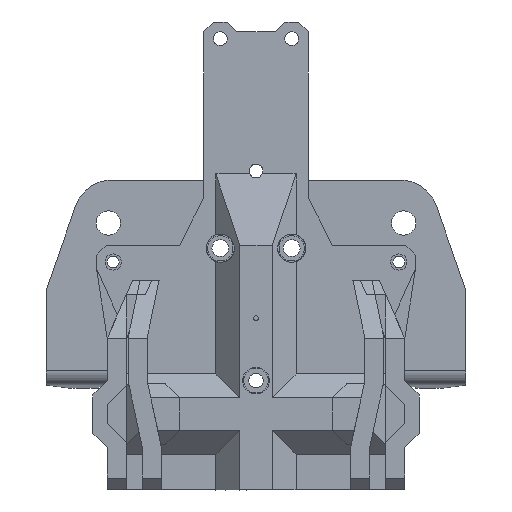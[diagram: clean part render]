
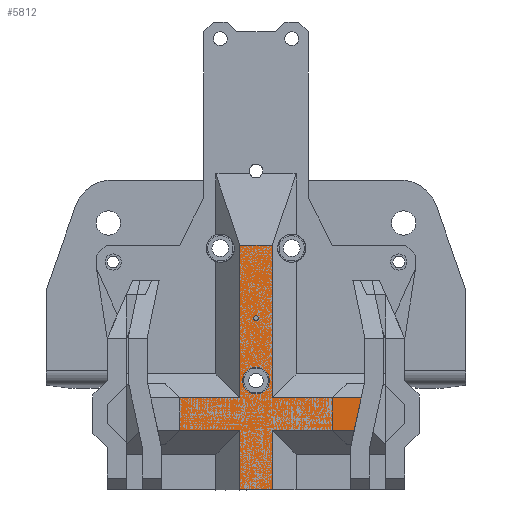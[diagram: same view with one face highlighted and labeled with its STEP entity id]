
A CAD part, front view. The second image highlights one B-rep face of the part: STEP entity #5812.
In plain terms, the highlighted planar face has unit normal (0, -1, 0).
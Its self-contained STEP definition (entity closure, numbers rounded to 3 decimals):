
#82=FACE_BOUND('',#802,.T.);
#83=FACE_BOUND('',#803,.T.);
#209=PLANE('',#6240);
#478=FACE_OUTER_BOUND('',#801,.T.);
#801=EDGE_LOOP('',(#4575,#4576,#4577,#4578,#4579,#4580,#4581,#4582,#4583,
#4584,#4585,#4586,#4587,#4588));
#802=EDGE_LOOP('',(#4589));
#803=EDGE_LOOP('',(#4590));
#1204=LINE('',#8579,#1900);
#1212=LINE('',#8594,#1908);
#1228=LINE('',#8630,#1924);
#1287=LINE('',#8772,#1983);
#1293=LINE('',#8784,#1989);
#1295=LINE('',#8789,#1991);
#1299=LINE('',#8797,#1995);
#1301=LINE('',#8801,#1997);
#1302=LINE('',#8803,#1998);
#1303=LINE('',#8805,#1999);
#1304=LINE('',#8806,#2000);
#1305=LINE('',#8808,#2001);
#1306=LINE('',#8809,#2002);
#1307=LINE('',#8810,#2003);
#1900=VECTOR('',#6993,10.);
#1908=VECTOR('',#7003,10.);
#1924=VECTOR('',#7029,10.);
#1983=VECTOR('',#7140,10.);
#1989=VECTOR('',#7148,10.);
#1991=VECTOR('',#7152,10.);
#1995=VECTOR('',#7158,10.);
#1997=VECTOR('',#7164,10.);
#1998=VECTOR('',#7165,10.);
#1999=VECTOR('',#7166,10.);
#2000=VECTOR('',#7167,10.);
#2001=VECTOR('',#7168,10.);
#2002=VECTOR('',#7169,10.);
#2003=VECTOR('',#7170,10.);
#2515=CIRCLE('',#6241,0.5);
#2516=CIRCLE('',#6242,2.8);
#2720=VERTEX_POINT('',#8576);
#2721=VERTEX_POINT('',#8578);
#2727=VERTEX_POINT('',#8592);
#2741=VERTEX_POINT('',#8627);
#2742=VERTEX_POINT('',#8629);
#2798=VERTEX_POINT('',#8769);
#2799=VERTEX_POINT('',#8771);
#2804=VERTEX_POINT('',#8782);
#2805=VERTEX_POINT('',#8787);
#2806=VERTEX_POINT('',#8788);
#2809=VERTEX_POINT('',#8796);
#2810=VERTEX_POINT('',#8802);
#2811=VERTEX_POINT('',#8804);
#2812=VERTEX_POINT('',#8807);
#2813=VERTEX_POINT('',#8811);
#2814=VERTEX_POINT('',#8813);
#3351=EDGE_CURVE('',#2720,#2721,#1204,.T.);
#3359=EDGE_CURVE('',#2727,#2720,#1212,.T.);
#3375=EDGE_CURVE('',#2741,#2742,#1228,.T.);
#3447=EDGE_CURVE('',#2799,#2798,#1287,.T.);
#3453=EDGE_CURVE('',#2727,#2804,#1293,.T.);
#3455=EDGE_CURVE('',#2805,#2806,#1295,.T.);
#3459=EDGE_CURVE('',#2809,#2741,#1299,.F.);
#3462=EDGE_CURVE('',#2805,#2804,#1301,.T.);
#3463=EDGE_CURVE('',#2806,#2810,#1302,.T.);
#3464=EDGE_CURVE('',#2810,#2811,#1303,.F.);
#3465=EDGE_CURVE('',#2799,#2811,#1304,.T.);
#3466=EDGE_CURVE('',#2798,#2812,#1305,.F.);
#3467=EDGE_CURVE('',#2812,#2742,#1306,.F.);
#3468=EDGE_CURVE('',#2809,#2721,#1307,.F.);
#3469=EDGE_CURVE('',#2813,#2813,#2515,.T.);
#3470=EDGE_CURVE('',#2814,#2814,#2516,.F.);
#4575=ORIENTED_EDGE('',*,*,#3351,.F.);
#4576=ORIENTED_EDGE('',*,*,#3359,.F.);
#4577=ORIENTED_EDGE('',*,*,#3453,.T.);
#4578=ORIENTED_EDGE('',*,*,#3462,.F.);
#4579=ORIENTED_EDGE('',*,*,#3455,.T.);
#4580=ORIENTED_EDGE('',*,*,#3463,.T.);
#4581=ORIENTED_EDGE('',*,*,#3464,.T.);
#4582=ORIENTED_EDGE('',*,*,#3465,.F.);
#4583=ORIENTED_EDGE('',*,*,#3447,.T.);
#4584=ORIENTED_EDGE('',*,*,#3466,.T.);
#4585=ORIENTED_EDGE('',*,*,#3467,.T.);
#4586=ORIENTED_EDGE('',*,*,#3375,.F.);
#4587=ORIENTED_EDGE('',*,*,#3459,.F.);
#4588=ORIENTED_EDGE('',*,*,#3468,.T.);
#4589=ORIENTED_EDGE('',*,*,#3469,.T.);
#4590=ORIENTED_EDGE('',*,*,#3470,.T.);
#5812=ADVANCED_FACE('',(#478,#82,#83),#209,.F.);
#6240=AXIS2_PLACEMENT_3D('',#8800,#7162,#7163);
#6241=AXIS2_PLACEMENT_3D('',#8812,#7171,#7172);
#6242=AXIS2_PLACEMENT_3D('',#8814,#7173,#7174);
#6993=DIRECTION('',(0.,0.,1.));
#7003=DIRECTION('',(-1.,0.,0.));
#7029=DIRECTION('',(1.,0.,0.));
#7140=DIRECTION('',(0.,0.,1.));
#7148=DIRECTION('',(0.,0.,-1.));
#7152=DIRECTION('',(0.,0.,1.));
#7158=DIRECTION('',(0.,0.,-1.));
#7162=DIRECTION('center_axis',(0.,1.,0.));
#7163=DIRECTION('ref_axis',(-1.,0.,0.));
#7164=DIRECTION('',(-1.,0.,0.));
#7165=DIRECTION('',(1.,0.,0.));
#7166=DIRECTION('',(0.,0.,-1.));
#7167=DIRECTION('',(-1.,0.,0.));
#7168=DIRECTION('',(1.,0.,0.));
#7169=DIRECTION('',(0.,0.,-1.));
#7170=DIRECTION('',(1.,0.,0.));
#7171=DIRECTION('center_axis',(0.,1.,0.));
#7172=DIRECTION('ref_axis',(1.,0.,0.));
#7173=DIRECTION('center_axis',(0.,-1.,0.));
#7174=DIRECTION('ref_axis',(-1.,0.,0.));
#8576=CARTESIAN_POINT('',(-15.793,-11.9,-23.364));
#8578=CARTESIAN_POINT('',(-15.793,-11.9,-16.536));
#8579=CARTESIAN_POINT('',(-15.793,-11.9,-31.4));
#8592=CARTESIAN_POINT('',(-3.177,-11.9,-23.364));
#8594=CARTESIAN_POINT('',(14.856,-11.9,-23.364));
#8627=CARTESIAN_POINT('',(-3.177,-11.9,15.475));
#8629=CARTESIAN_POINT('',(3.652,-11.9,15.475));
#8630=CARTESIAN_POINT('',(-1.762,-11.9,15.475));
#8769=CARTESIAN_POINT('',(24.575,-11.9,-16.536));
#8771=CARTESIAN_POINT('',(24.575,-11.9,-23.364));
#8772=CARTESIAN_POINT('',(24.575,-11.9,-26.925));
#8782=CARTESIAN_POINT('',(-3.177,-11.9,-35.9));
#8784=CARTESIAN_POINT('',(-3.177,-11.9,-10.612));
#8787=CARTESIAN_POINT('',(-1.762,-11.9,-35.9));
#8788=CARTESIAN_POINT('',(-1.762,-11.9,-35.9));
#8789=CARTESIAN_POINT('',(-1.762,-11.9,-10.612));
#8796=CARTESIAN_POINT('',(-3.177,-11.9,-16.536));
#8797=CARTESIAN_POINT('',(-3.177,-11.9,-10.612));
#8800=CARTESIAN_POINT('Origin',(2.238,-11.9,-35.9));
#8801=CARTESIAN_POINT('',(-1.012,-11.9,-35.9));
#8802=CARTESIAN_POINT('',(3.652,-11.9,-35.9));
#8803=CARTESIAN_POINT('',(-1.762,-11.9,-35.9));
#8804=CARTESIAN_POINT('',(3.652,-11.9,-23.364));
#8805=CARTESIAN_POINT('',(3.652,-11.9,-35.9));
#8806=CARTESIAN_POINT('',(14.856,-11.9,-23.364));
#8807=CARTESIAN_POINT('',(3.652,-11.9,-16.536));
#8808=CARTESIAN_POINT('',(14.856,-11.9,-16.536));
#8809=CARTESIAN_POINT('',(3.652,-11.9,-35.9));
#8810=CARTESIAN_POINT('',(14.856,-11.9,-16.536));
#8811=CARTESIAN_POINT('',(-0.262,-11.9,0.176));
#8812=CARTESIAN_POINT('Origin',(0.238,-11.9,0.176));
#8813=CARTESIAN_POINT('',(3.038,-11.9,-12.924));
#8814=CARTESIAN_POINT('Origin',(0.238,-11.9,-12.924));
